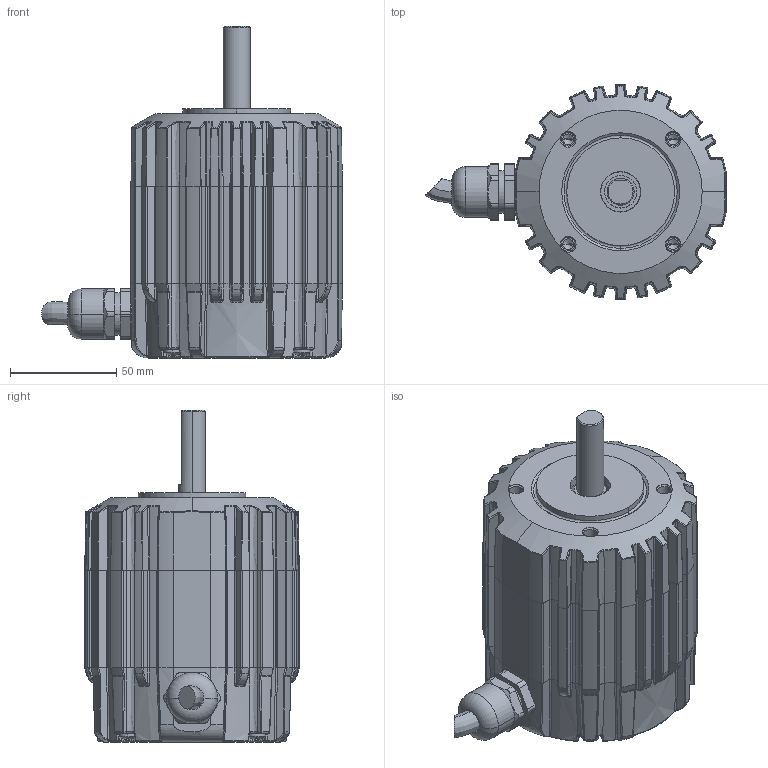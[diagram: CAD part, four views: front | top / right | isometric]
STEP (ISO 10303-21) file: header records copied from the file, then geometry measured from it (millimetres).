
FILE_DESCRIPTION (( 'STEP AP203' ), '1' );
FILE_NAME ('INFM0287.STEP', '2013-05-14T16:23:44', ( 'Admin' ), ( 'Bodine Electric Company' ), 'SwSTEP 2.0', 'SolidWorks 2012', '' );
FILE_SCHEMA (( 'CONFIG_CONTROL_DESIGN' ));
Length unit declared in the file: inch
Products named in the file (1): INFM0287
Bounding box: 141.64 x 101.09 x 156.29 mm (x, y, z)
Volume: 523211.1 mm3; surface area: 110888.8 mm2
Topology: 10 solids, 10 shells, 1355 faces, 3456 edges, 2072 vertices
Faces by surface type: bspline 556, cylinder 262, plane 239, cone 150, torus 140, sphere 8
Entity records: 52986 total; most frequent: CARTESIAN_POINT 24445, ORIENTED_EDGE 6784, DIRECTION 5051, EDGE_CURVE 3392, AXIS2_PLACEMENT_3D 2208, VERTEX_POINT 2072, CIRCLE 1408, EDGE_LOOP 1380
